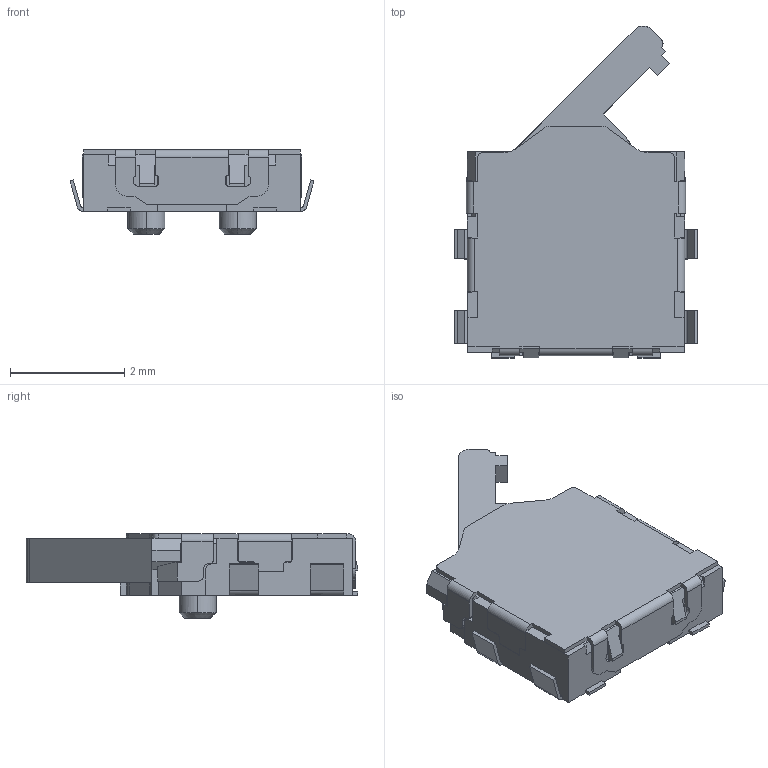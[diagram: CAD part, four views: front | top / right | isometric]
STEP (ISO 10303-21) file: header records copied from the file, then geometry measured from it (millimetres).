
FILE_DESCRIPTION(('FreeCAD Model'),'2;1');
FILE_NAME('SPVN110101.step','2016-05-17T11:46:33',( 'Author'),(''),'Open CASCADE STEP processor 6.8','FreeCAD','Unknown' );
FILE_SCHEMA(('AUTOMOTIVE_DESIGN_CC2 { 1 2 10303 214 -1 1 5 4 }'));
Length unit declared in the file: millimetre
Products named in the file (2): ASSEMBLY; SPVN110101
Assembly tree (1 placements, depth 2):
  ASSEMBLY
    SPVN110101
Bounding box: 4.26 x 5.8 x 1.48 mm (x, y, z)
Volume: 15.6 mm3; surface area: 68.9 mm2
Topology: 1 solids, 1 shells, 357 faces, 1051 edges, 688 vertices
Faces by surface type: plane 252, cylinder 99, cone 6
Entity records: 39568 total; most frequent: CARTESIAN_POINT 17726, DIRECTION 3063, ORIENTED_EDGE 2102, PCURVE 2102, DEFINITIONAL_REPRESENTATION 2102, LINE 2085, VECTOR 2085, EDGE_CURVE 1051
